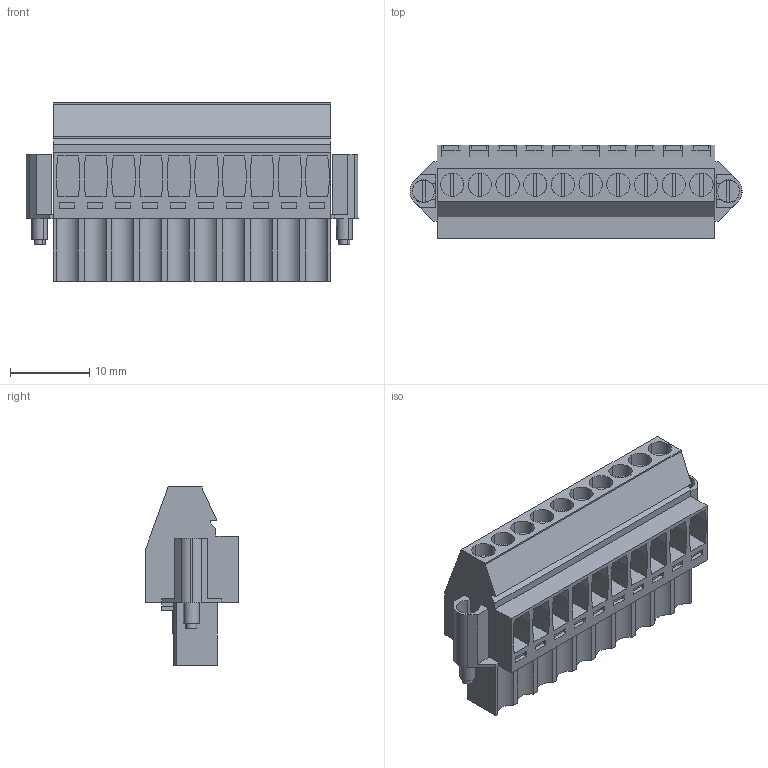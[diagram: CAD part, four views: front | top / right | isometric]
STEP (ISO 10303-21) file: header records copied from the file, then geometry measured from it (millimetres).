
FILE_DESCRIPTION(('CATIA V5 STEP Exchange','CAx-IF Rec.Pracs.--- Model Styling and Organization---1.2---2011-12-15'),'2;1');
FILE_NAME ('D1454155_0_1640240000_1640240000.stp','2017-04-20T07:34:42+00:00',('none'),('Weidmueller'),'CATIA Version 5-6 Release 2014','CATIA V5 STEP AP214','none');
FILE_SCHEMA(('AUTOMOTIVE_DESIGN { 1 0 10303 214 1 1 1 1 }'));
Length unit declared in the file: millimetre
Products named in the file (1): 1640240000
Bounding box: 41.94 x 11.83 x 22.6 mm (x, y, z)
Volume: 5467.2 mm3; surface area: 4885.4 mm2
Topology: 13 solids, 13 shells, 679 faces, 1857 edges, 1253 vertices
Faces by surface type: plane 555, cylinder 112, extrusion 12
Entity records: 20244 total; most frequent: CARTESIAN_POINT 4007, ORIENTED_EDGE 3714, DIRECTION 2659, EDGE_CURVE 1857, VECTOR 1513, LINE 1501, VERTEX_POINT 1253, EDGE_LOOP 732
